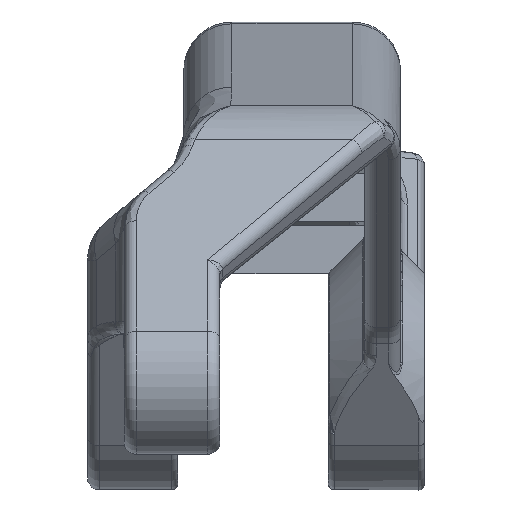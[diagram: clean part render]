
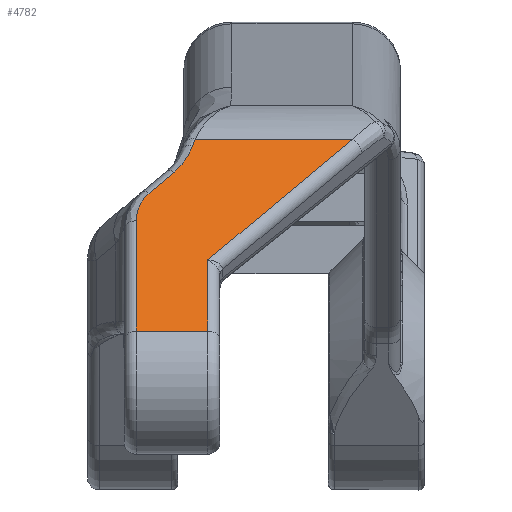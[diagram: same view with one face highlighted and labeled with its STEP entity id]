
A CAD part, left-side view. The second image highlights one B-rep face of the part: STEP entity #4782.
In plain terms, the highlighted planar face has unit normal (-0.707, 0, 0.707).
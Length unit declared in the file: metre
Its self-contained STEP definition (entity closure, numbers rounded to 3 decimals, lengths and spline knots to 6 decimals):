
#243=B_SPLINE_CURVE_WITH_KNOTS('',3,(#7538,#7539,#7540,#7541),
 .UNSPECIFIED.,.F.,.F.,(4,4),(0.,0.000752),.UNSPECIFIED.);
#319=ELLIPSE('',#5144,0.007071,0.005);
#320=ELLIPSE('',#5145,0.004243,0.003);
#801=ORIENTED_EDGE('',*,*,#2307,.T.);
#802=ORIENTED_EDGE('',*,*,#2308,.T.);
#803=ORIENTED_EDGE('',*,*,#2309,.T.);
#804=ORIENTED_EDGE('',*,*,#2310,.T.);
#805=ORIENTED_EDGE('',*,*,#2311,.T.);
#806=ORIENTED_EDGE('',*,*,#2312,.T.);
#807=ORIENTED_EDGE('',*,*,#2313,.T.);
#808=ORIENTED_EDGE('',*,*,#2314,.T.);
#809=ORIENTED_EDGE('',*,*,#2315,.F.);
#2307=EDGE_CURVE('',#3060,#3061,#3464,.T.);
#2308=EDGE_CURVE('',#3061,#3062,#3465,.T.);
#2309=EDGE_CURVE('',#3062,#3063,#3466,.T.);
#2310=EDGE_CURVE('',#3063,#3064,#243,.T.);
#2311=EDGE_CURVE('',#3064,#3065,#319,.F.);
#2312=EDGE_CURVE('',#3065,#3066,#3467,.F.);
#2313=EDGE_CURVE('',#3066,#3067,#320,.T.);
#2314=EDGE_CURVE('',#3067,#3068,#3468,.T.);
#2315=EDGE_CURVE('',#3060,#3068,#3469,.T.);
#3060=VERTEX_POINT('',#7532);
#3061=VERTEX_POINT('',#7533);
#3062=VERTEX_POINT('',#7535);
#3063=VERTEX_POINT('',#7537);
#3064=VERTEX_POINT('',#7542);
#3065=VERTEX_POINT('',#7544);
#3066=VERTEX_POINT('',#7546);
#3067=VERTEX_POINT('',#7548);
#3068=VERTEX_POINT('',#7550);
#3464=LINE('',#7531,#3789);
#3465=LINE('',#7534,#3790);
#3466=LINE('',#7536,#3791);
#3467=LINE('',#7545,#3792);
#3468=LINE('',#7549,#3793);
#3469=LINE('',#7551,#3794);
#3789=VECTOR('',#5890,1.);
#3790=VECTOR('',#5891,1.);
#3791=VECTOR('',#5892,1.);
#3792=VECTOR('',#5895,1.);
#3793=VECTOR('',#5898,1.);
#3794=VECTOR('',#5899,1.);
#4041=EDGE_LOOP('',(#801,#802,#803,#804,#805,#806,#807,#808,#809));
#4374=FACE_BOUND('',#4041,.T.);
#4697=PLANE('',#5143);
#4782=ADVANCED_FACE('',(#4374),#4697,.T.);
#5143=AXIS2_PLACEMENT_3D('',#7530,#5888,#5889);
#5144=AXIS2_PLACEMENT_3D('',#7543,#5893,#5894);
#5145=AXIS2_PLACEMENT_3D('',#7547,#5896,#5897);
#5888=DIRECTION('',(-0.707,0.,0.707));
#5889=DIRECTION('',(0.707,0.,0.707));
#5890=DIRECTION('',(0.707,0.,0.707));
#5891=DIRECTION('',(0.539,-0.647,0.539));
#5892=DIRECTION('',(0.,1.,0.));
#5893=DIRECTION('',(-0.707,0.,0.707));
#5894=DIRECTION('',(0.707,0.,0.707));
#5895=DIRECTION('',(0.541,-0.644,0.541));
#5896=DIRECTION('',(-0.707,0.,0.707));
#5897=DIRECTION('',(-0.707,0.,-0.707));
#5898=DIRECTION('',(-0.707,0.,-0.707));
#5899=DIRECTION('',(0.,1.,0.));
#7530=CARTESIAN_POINT('',(-0.048847,-0.013,0.016638));
#7531=CARTESIAN_POINT('',(-0.055598,0.003,0.009888));
#7532=CARTESIAN_POINT('',(-0.061243,0.003,0.004243));
#7533=CARTESIAN_POINT('',(-0.055338,0.003,0.010147));
#7534=CARTESIAN_POINT('',(-0.04598,-0.008216,0.019505));
#7535=CARTESIAN_POINT('',(-0.045311,-0.009017,0.020174));
#7536=CARTESIAN_POINT('',(-0.045311,-0.013,0.020174));
#7537=CARTESIAN_POINT('',(-0.045311,0.00406,0.020174));
#7538=CARTESIAN_POINT('',(-0.045311,0.00406,0.020174));
#7539=CARTESIAN_POINT('',(-0.045479,0.004142,0.020006));
#7540=CARTESIAN_POINT('',(-0.045649,0.004211,0.019836));
#7541=CARTESIAN_POINT('',(-0.045822,0.00427,0.019663));
#7542=CARTESIAN_POINT('',(-0.045822,0.00427,0.019663));
#7543=CARTESIAN_POINT('',(-0.0442,0.009,0.021285));
#7544=CARTESIAN_POINT('',(-0.04803,0.005786,0.017455));
#7545=CARTESIAN_POINT('',(-0.049976,0.008104,0.01551));
#7546=CARTESIAN_POINT('',(-0.049786,0.007878,0.015699));
#7547=CARTESIAN_POINT('',(-0.052084,0.00595,0.013401));
#7548=CARTESIAN_POINT('',(-0.052084,0.00895,0.013401));
#7549=CARTESIAN_POINT('',(-0.048847,0.00895,0.016638));
#7550=CARTESIAN_POINT('',(-0.061243,0.00895,0.004243));
#7551=CARTESIAN_POINT('',(-0.061243,-0.013,0.004243));
